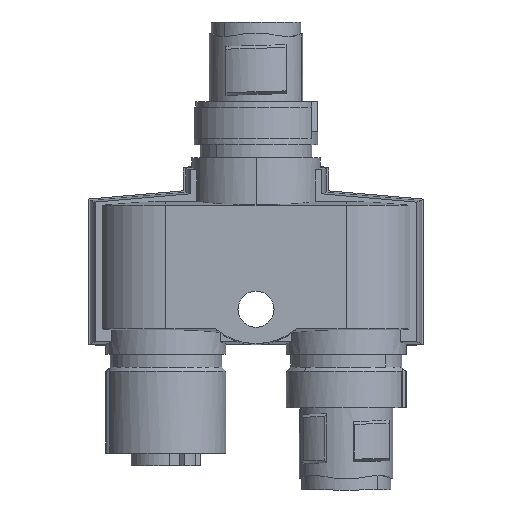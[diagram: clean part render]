
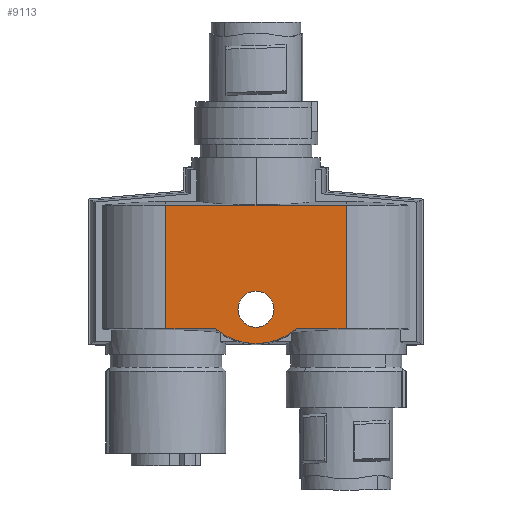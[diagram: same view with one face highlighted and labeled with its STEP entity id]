
A CAD part, front view. The second image highlights one B-rep face of the part: STEP entity #9113.
In plain terms, the highlighted planar face has unit normal (0, -1, 0).
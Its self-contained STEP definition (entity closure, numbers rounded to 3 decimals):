
#40=DIRECTION('',(1.,0.,0.));
#41=VECTOR('',#40,21.);
#42=CARTESIAN_POINT('',(70.513,36.86,43.913));
#43=LINE('',#42,#41);
#115=DIRECTION('',(0.,0.,-1.));
#116=VECTOR('',#115,14.413);
#117=CARTESIAN_POINT('',(91.513,36.86,43.913));
#118=LINE('',#117,#116);
#1388=CARTESIAN_POINT('',(81.013,36.86,35.1));
#1389=DIRECTION('',(0.,-1.,0.));
#1390=DIRECTION('',(-0.641,0.,-0.767));
#1391=AXIS2_PLACEMENT_3D('',#1388,#1389,#1390);
#1396=CARTESIAN_POINT('',(81.013,36.86,31.8));
#1397=DIRECTION('',(0.,1.,0.));
#1398=DIRECTION('',(1.,0.,0.));
#1399=AXIS2_PLACEMENT_3D('',#1396,#1397,#1398);
#1404=CARTESIAN_POINT('',(81.013,36.86,31.8));
#1405=DIRECTION('',(0.,1.,0.));
#1406=DIRECTION('',(-1.,0.,0.));
#1407=AXIS2_PLACEMENT_3D('',#1404,#1405,#1406);
#2615=DIRECTION('',(0.,0.,1.));
#2616=VECTOR('',#2615,14.413);
#2617=CARTESIAN_POINT('',(70.513,36.86,29.5));
#2618=LINE('',#2617,#2616);
#2658=CARTESIAN_POINT('',(76.33,36.86,29.5));
#2676=DIRECTION('',(-1.,0.,0.));
#2677=VECTOR('',#2676,5.817);
#2678=CARTESIAN_POINT('',(76.33,36.86,29.5));
#2679=LINE('',#2678,#2677);
#2879=DIRECTION('',(-1.,0.,0.));
#2880=VECTOR('',#2879,5.817);
#2881=CARTESIAN_POINT('',(91.513,36.86,29.5));
#2882=LINE('',#2881,#2880);
#6698=CARTESIAN_POINT('',(70.513,36.86,43.913));
#6699=CARTESIAN_POINT('',(91.513,36.86,43.913));
#6700=VERTEX_POINT('',#6698);
#6701=VERTEX_POINT('',#6699);
#6741=CARTESIAN_POINT('',(70.513,36.86,29.5));
#6743=VERTEX_POINT('',#6741);
#6837=VERTEX_POINT('',#2658);
#6838=CARTESIAN_POINT('',(85.696,36.86,29.5));
#6839=VERTEX_POINT('',#6838);
#6859=CARTESIAN_POINT('',(91.513,36.86,29.5));
#6860=VERTEX_POINT('',#6859);
#7023=CARTESIAN_POINT('',(78.913,36.86,31.8));
#7024=VERTEX_POINT('',#7023);
#7025=CARTESIAN_POINT('',(83.113,36.86,31.8));
#7026=VERTEX_POINT('',#7025);
#9091=CARTESIAN_POINT('',(73.576,36.86,35.872));
#9092=DIRECTION('',(0.,-1.,0.));
#9093=DIRECTION('',(1.,0.,0.));
#9094=AXIS2_PLACEMENT_3D('',#9091,#9092,#9093);
#9095=PLANE('',#9094);
#9097=ORIENTED_EDGE('',*,*,#9096,.F.);
#9099=ORIENTED_EDGE('',*,*,#9098,.T.);
#9101=ORIENTED_EDGE('',*,*,#9100,.T.);
#9102=ORIENTED_EDGE('',*,*,#7715,.T.);
#9103=ORIENTED_EDGE('',*,*,#7764,.T.);
#9105=ORIENTED_EDGE('',*,*,#9104,.T.);
#9106=EDGE_LOOP('',(#9097,#9099,#9101,#9102,#9103,#9105));
#9107=FACE_OUTER_BOUND('',#9106,.F.);
#9108=ORIENTED_EDGE('',*,*,#9074,.F.);
#9110=ORIENTED_EDGE('',*,*,#9109,.F.);
#9111=EDGE_LOOP('',(#9108,#9110));
#9112=FACE_BOUND('',#9111,.F.);
#9113=ADVANCED_FACE('',(#9107,#9112),#9095,.T.);
#1392=CIRCLE('',#1391,7.3);
#1400=CIRCLE('',#1399,2.1);
#1408=CIRCLE('',#1407,2.1);
#7715=EDGE_CURVE('',#6700,#6701,#43,.T.);
#7764=EDGE_CURVE('',#6701,#6860,#118,.T.);
#9074=EDGE_CURVE('',#7026,#7024,#1400,.T.);
#9096=EDGE_CURVE('',#6837,#6839,#1392,.T.);
#9098=EDGE_CURVE('',#6837,#6743,#2679,.T.);
#9100=EDGE_CURVE('',#6743,#6700,#2618,.T.);
#9104=EDGE_CURVE('',#6860,#6839,#2882,.T.);
#9109=EDGE_CURVE('',#7024,#7026,#1408,.T.);
